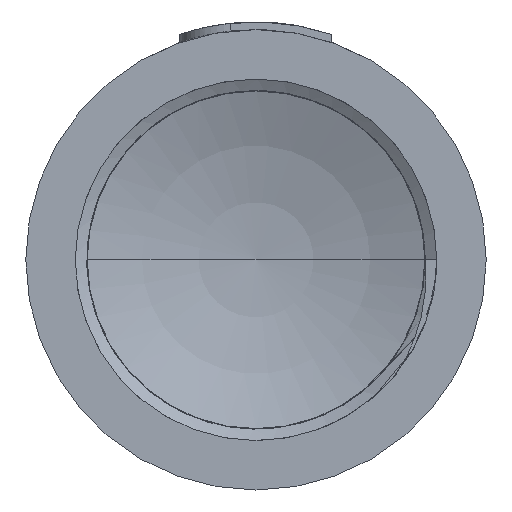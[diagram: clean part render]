
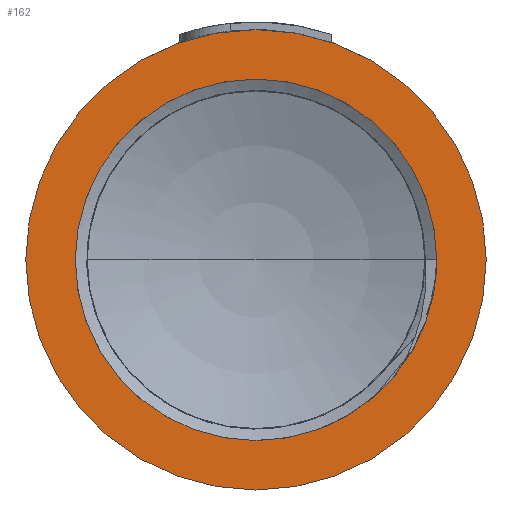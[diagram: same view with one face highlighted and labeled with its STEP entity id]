
A CAD part, front view. The second image highlights one B-rep face of the part: STEP entity #162.
In plain terms, the highlighted planar face has unit normal (0, -1, 0).
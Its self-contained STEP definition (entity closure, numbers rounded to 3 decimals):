
#162=ADVANCED_FACE('',(#330,#331),#332,.F.);
#330=FACE_BOUND('',#2083,.T.);
#331=FACE_OUTER_BOUND('',#2084,.T.);
#332=PLANE('',#2085);
#2083=EDGE_LOOP('',(#2731,#2732));
#2084=EDGE_LOOP('',(#2733,#2734));
#2085=AXIS2_PLACEMENT_3D('',#2735,#2736,#2737);
#2731=ORIENTED_EDGE('',*,*,#2981,.F.);
#2732=ORIENTED_EDGE('',*,*,#2787,.F.);
#2733=ORIENTED_EDGE('',*,*,#2918,.T.);
#2734=ORIENTED_EDGE('',*,*,#2793,.T.);
#2735=CARTESIAN_POINT('',(0.,0.,-6.05));
#2736=DIRECTION('',(0.0,1.0,0.0));
#2737=DIRECTION('',(-1.0,0.0,0.));
#2787=EDGE_CURVE('',#3011,#3008,#3013,.T.);
#2793=EDGE_CURVE('',#3024,#3022,#3025,.T.);
#2918=EDGE_CURVE('',#3022,#3024,#3231,.T.);
#2981=EDGE_CURVE('',#3008,#3011,#3334,.T.);
#3008=VERTEX_POINT('',#4171);
#3011=VERTEX_POINT('',#4175);
#3013=CIRCLE('',#4178,4.75);
#3022=VERTEX_POINT('',#4187);
#3024=VERTEX_POINT('',#4190);
#3025=CIRCLE('',#4191,6.05);
#3231=CIRCLE('',#4459,6.05);
#3334=CIRCLE('',#4609,4.75);
#4171=CARTESIAN_POINT('',(4.75,0.0,0.));
#4175=CARTESIAN_POINT('',(-4.75,0.0,0.));
#4178=AXIS2_PLACEMENT_3D('',#4628,#4629,#4630);
#4187=CARTESIAN_POINT('',(6.05,0.,0.));
#4190=CARTESIAN_POINT('',(-6.05,0.,0.));
#4191=AXIS2_PLACEMENT_3D('',#4644,#4645,#4646);
#4459=AXIS2_PLACEMENT_3D('',#4920,#4921,#4922);
#4609=AXIS2_PLACEMENT_3D('',#5034,#5035,#5036);
#4628=CARTESIAN_POINT('',(0.0,0.0,0.0));
#4629=DIRECTION('',(0.0,-1.0,0.0));
#4630=DIRECTION('',(1.0,0.0,0.));
#4644=CARTESIAN_POINT('',(0.0,0.,0.0));
#4645=DIRECTION('',(0.0,-1.0,0.0));
#4646=DIRECTION('',(1.0,0.0,0.));
#4920=CARTESIAN_POINT('',(0.0,0.,0.0));
#4921=DIRECTION('',(0.0,-1.0,0.0));
#4922=DIRECTION('',(1.0,0.0,0.));
#5034=CARTESIAN_POINT('',(0.0,0.0,0.0));
#5035=DIRECTION('',(0.0,-1.0,0.0));
#5036=DIRECTION('',(1.0,0.0,0.));
